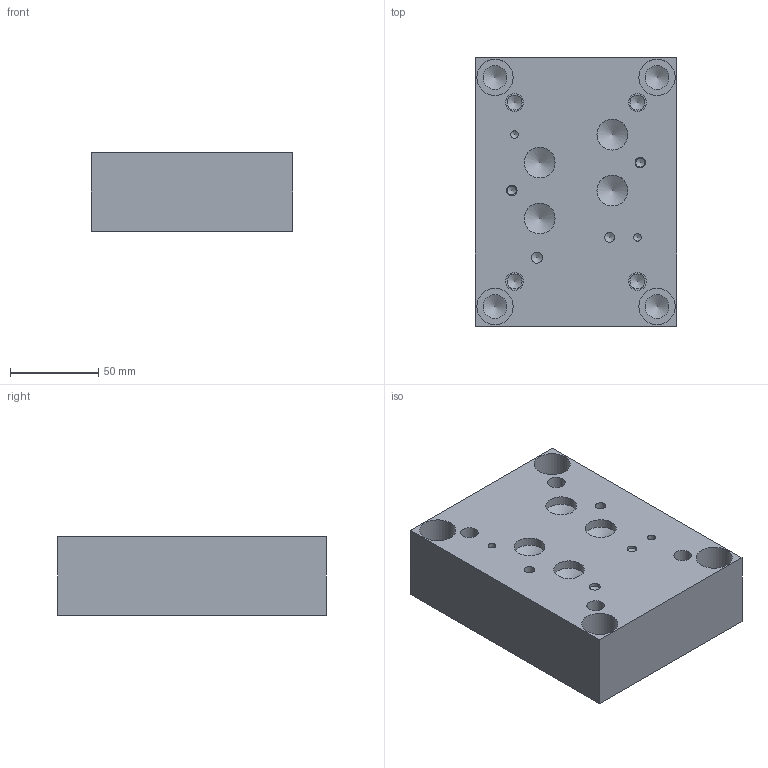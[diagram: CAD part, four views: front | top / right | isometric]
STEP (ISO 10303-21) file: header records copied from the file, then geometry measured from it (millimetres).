
FILE_DESCRIPTION(/* description */ (''),/* implementation_level */ '2;1');
FILE_NAME(/* name */ '_D07D08VAABM.stp',/* time_stamp */ '2020-09-24T16:41:28-04:00',/* author */ ('DEVONN'),/* organization */ (''),/* preprocessor_version */ 'ST-DEVELOPER v17',/* originating_system */ 'Autodesk Inventor 2019',/* authorisation */ '');
FILE_SCHEMA (('AUTOMOTIVE_DESIGN { 1 0 10303 214 3 1 1 }'));
Length unit declared in the file: millimetre
Products named in the file (1): Part_DD07D08VAABM.C11800R1_3D
Bounding box: 114.3 x 152.4 x 44.45 mm (x, y, z)
Volume: 700926.1 mm3; surface area: 75050.1 mm2
Topology: 1 solids, 1 shells, 425 faces, 1168 edges, 794 vertices
Faces by surface type: plane 268, bspline 81, cylinder 46, cone 30
Full cylindrical faces by diameter (mm): 4.369 x2, 5.004 x2, 5.537 x1, 5.994 x2, 6.35 x4, 8.509 x4, 10.008 x4, 11.125 x1, 13.487 x8, 17.475 x4, 20.625 x4, 23.012 x4, 25.4 x2, 33.35 x4
Entity records: 14128 total; most frequent: CARTESIAN_POINT 3411, ORIENTED_EDGE 2276, DIRECTION 1834, EDGE_CURVE 1138, LINE 808, VECTOR 808, VERTEX_POINT 794, AXIS2_PLACEMENT_3D 513
